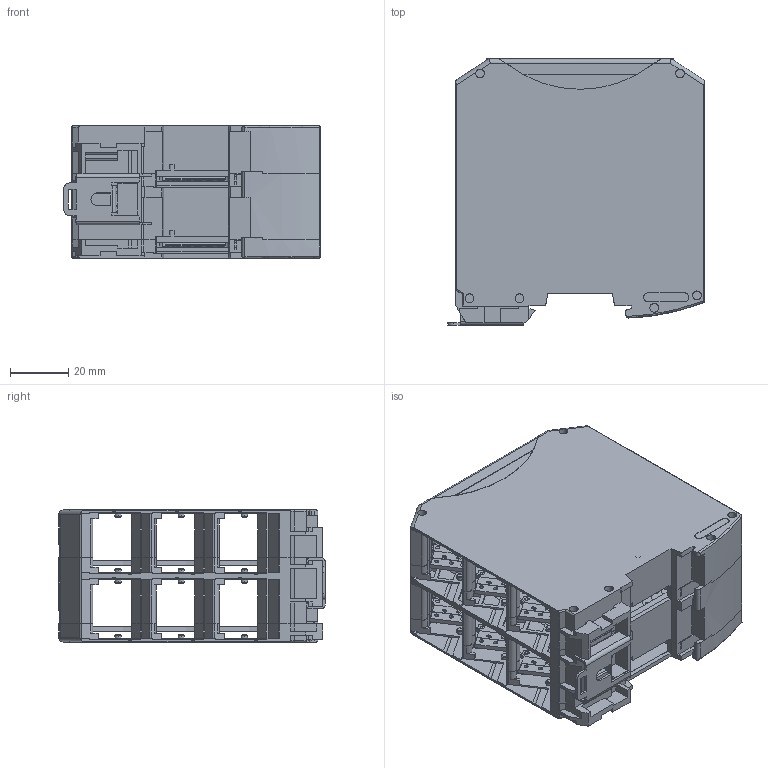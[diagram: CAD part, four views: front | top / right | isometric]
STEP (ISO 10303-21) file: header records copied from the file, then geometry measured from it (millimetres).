
FILE_DESCRIPTION(('Creo Elements/Direct Modeling STEP Export'),'2;1');
FILE_NAME('model.stp','2021-03-29T14:03:02',(''),(''),'Creo Elements/Direct Modeling STEP processor for AP214 (Solid Model)','Creo Elements/Direct Modeling 20.1D 10-Oct-2020 (C) Parametric Technology GmbH','');
FILE_SCHEMA(('AUTOMOTIVE_DESIGN { 1 0 10303 214 1 1 1 1 }'));
Length unit declared in the file: millimetre
Products named in the file (9): ME_MAX_22.5_F_GR_G_3-3_H.Select; ME_MAX_F_LP-MSTBO_3-3__00294377; ME_MAX_F_LP-MKDSO_3-3__00294324.1; ME_MAX_45_F-MT_G_3-3_H.Select; ME_MAX_22.5_F-SF-DKL_H.Select.1; Fussriegel_17.5_L30_H.Select; ME_MAX_F-GL_G_3-3_H.Select; ME_MAX_22.5_F-SF-PLATE_H.Select; ME_MAX_45_F_G_3-3_TECDOC
Assembly tree (12 placements, depth 2):
  ME_MAX_45_F_G_3-3_TECDOC
    ME_MAX_22.5_F-SF-PLATE_H.Select  x2
    ME_MAX_F-GL_G_3-3_H.Select
    ME_MAX_F_LP-MSTBO_3-3__00294377  x2
    ME_MAX_F_LP-MKDSO_3-3__00294324.1  x2
    Fussriegel_17.5_L30_H.Select
    ME_MAX_22.5_F-SF-DKL_H.Select.1  x2
    ME_MAX_45_F-MT_G_3-3_H.Select
    ME_MAX_22.5_F_GR_G_3-3_H.Select
Bounding box: 87.8 x 91.15 x 45.2 mm (x, y, z)
Volume: 75530 mm3; surface area: 116107.7 mm2
Topology: 12 solids, 20 shells, 6935 faces, 19516 edges, 12936 vertices
Faces by surface type: plane 5711, cylinder 1117, cone 81, sphere 16, torus 10
Entity records: 150433 total; most frequent: CARTESIAN_POINT 27713, ORIENTED_EDGE 26444, DIRECTION 23347, EDGE_CURVE 13222, VECTOR 11043, LINE 11043, VERTEX_POINT 8765, AXIS2_PLACEMENT_3D 6152
